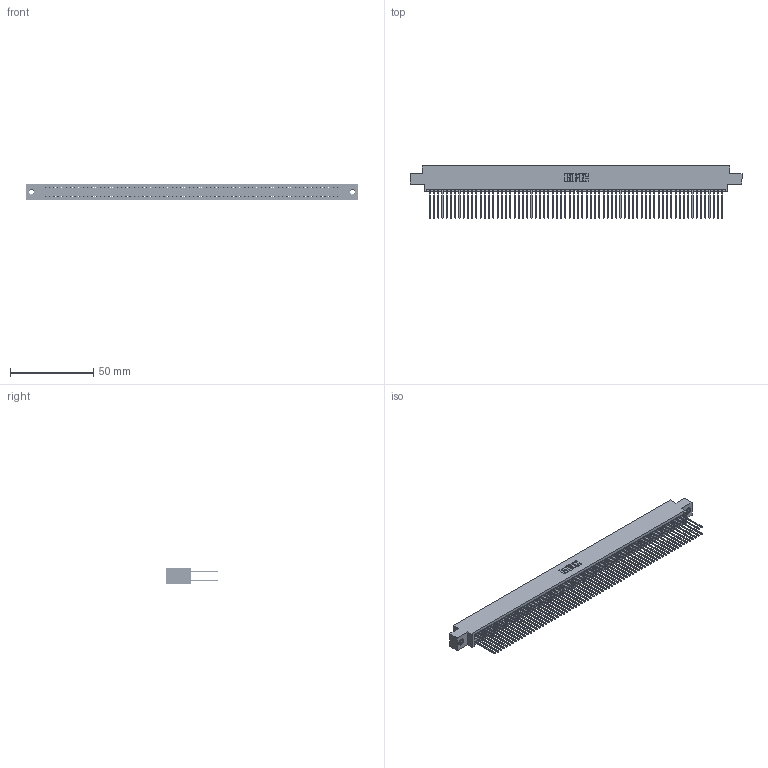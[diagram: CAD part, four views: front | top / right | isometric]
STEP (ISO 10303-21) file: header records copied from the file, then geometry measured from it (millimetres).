
FILE_DESCRIPTION (( 'STEP AP203' ), '1' );
FILE_NAME ('395-140-542-807.STEP', '2019-10-30T01:49:23', ( '' ), ( '' ), 'SwSTEP 2.0', 'SolidWorks 2016', '' );
FILE_SCHEMA (( 'CONFIG_CONTROL_DESIGN' ));
Length unit declared in the file: inch
Products named in the file (4): 345 Part_0.170 Offset - 0.156 Dia-TI; 345-292-001_345-293-142; 345-250-001_345-250-005-103; 395-140-542-807
Assembly tree (143 placements, depth 2):
  395-140-542-807
    345 Part_0.170 Offset - 0.156 Dia-TI
    345-292-001_345-293-142  x140
    345-250-001_345-250-005-103  x2
Bounding box: 199.01 x 31.29 x 9.4 mm (x, y, z)
Volume: 20117.6 mm3; surface area: 33500.7 mm2
Topology: 143 solids, 143 shells, 7190 faces, 21349 edges, 14038 vertices
Faces by surface type: plane 4736, cylinder 2438, cone 12, torus 4
Entity records: 52490 total; most frequent: CARTESIAN_POINT 8755, ORIENTED_EDGE 8682, DIRECTION 7711, EDGE_CURVE 4341, VECTOR 3909, LINE 3909, VERTEX_POINT 2888, AXIS2_PLACEMENT_3D 1901
